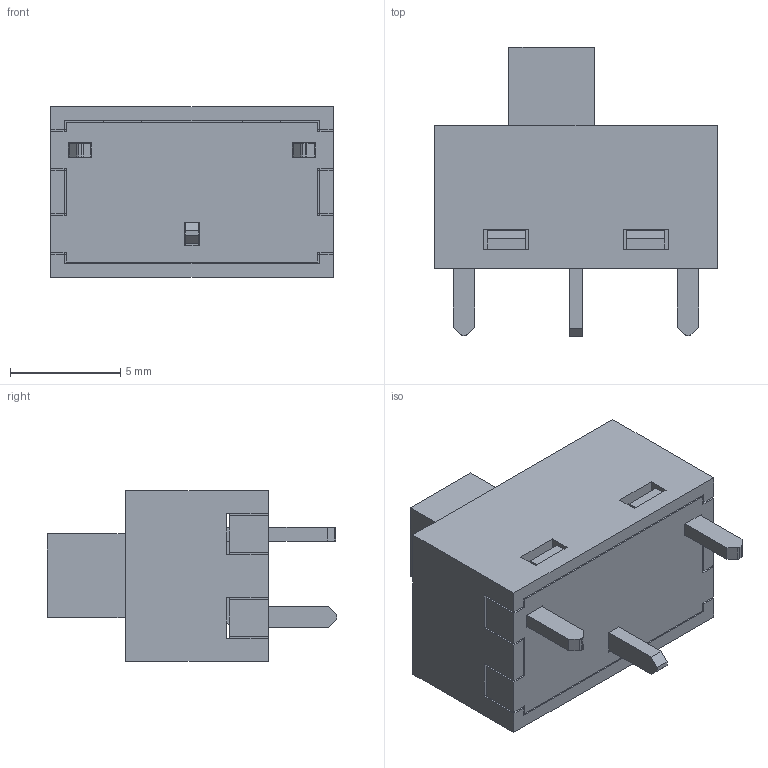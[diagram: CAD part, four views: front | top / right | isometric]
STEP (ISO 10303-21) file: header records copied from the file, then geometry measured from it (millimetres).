
FILE_DESCRIPTION(/* description */ (''),/* implementation_level */ '2;1');
FILE_NAME(/* name */ 'G-107-0513_3D Model.stp',/* time_stamp */ '2018-11-08T08:52:48-05:00',/* author */ ('dwiltbank'),/* organization */ (''),/* preprocessor_version */ 'ST-DEVELOPER v16.13',/* originating_system */ 'Autodesk Inventor 2018',/* authorisation */ '');
FILE_SCHEMA (('AUTOMOTIVE_DESIGN { 1 0 10303 214 3 1 1 }'));
Length unit declared in the file: inch
Products named in the file (1): G-107-0513_3D Model
Bounding box: 12.83 x 13.13 x 7.75 mm (x, y, z)
Surface area: 938.5 mm2 (no closed solid volume)
Topology: 0 solids, 11 shells, 156 faces, 606 edges, 452 vertices
Faces by surface type: plane 147, cylinder 9
Entity records: 6487 total; most frequent: CARTESIAN_POINT 1215, ORIENTED_EDGE 988, DIRECTION 958, EDGE_CURVE 606, LINE 568, VECTOR 568, VERTEX_POINT 452, AXIS2_PLACEMENT_3D 195
